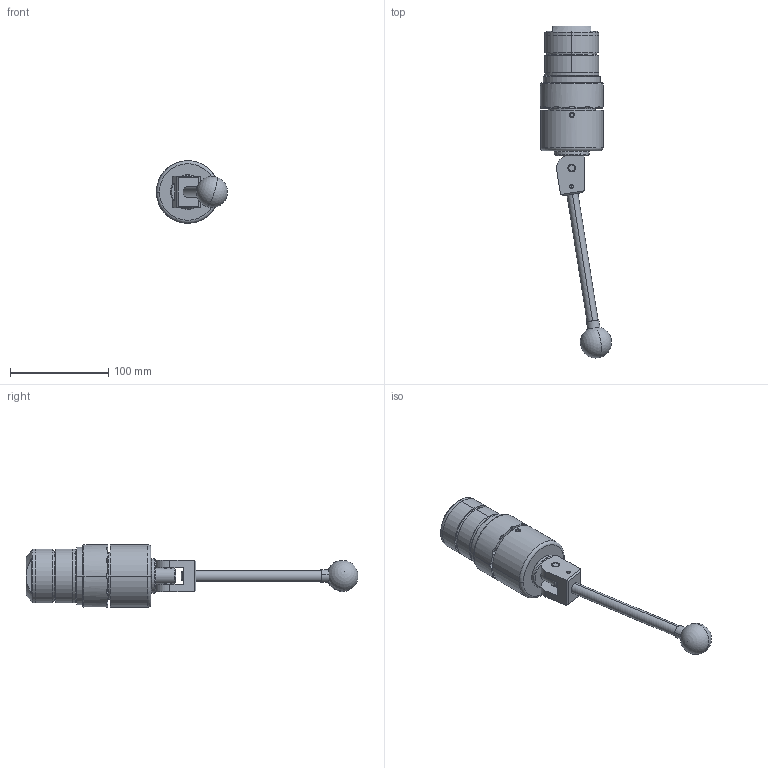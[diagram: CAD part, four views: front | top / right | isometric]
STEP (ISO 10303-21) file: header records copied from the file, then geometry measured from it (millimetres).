
FILE_DESCRIPTION (( 'STEP AP214' ), '1' );
FILE_NAME ('CTSC-003627.STEP', '2025-06-17T12:39:09', ( '' ), ( '' ), 'SwSTEP 2.0', 'SolidWorks 2023', '' );
FILE_SCHEMA (( 'AUTOMOTIVE_DESIGN' ));
Length unit declared in the file: inch
Products named in the file (1): CTSC-003627
Bounding box: 72.13 x 337.12 x 63.5 mm (x, y, z)
Volume: 384221.7 mm3; surface area: 83002.1 mm2
Topology: 10 solids, 11 shells, 350 faces, 871 edges, 548 vertices
Faces by surface type: plane 156, cylinder 111, cone 58, torus 20, bspline 3, sphere 2
Entity records: 16323 total; most frequent: CARTESIAN_POINT 3594, DIRECTION 1734, ORIENTED_EDGE 1720, EDGE_CURVE 860, AXIS2_PLACEMENT_3D 680, VERTEX_POINT 544, EDGE_LOOP 384, LINE 374
